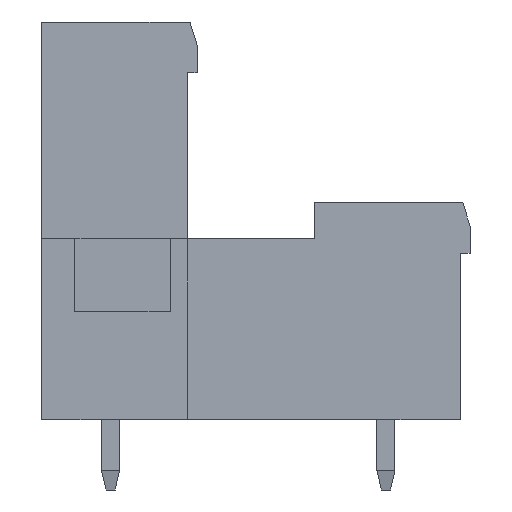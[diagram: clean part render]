
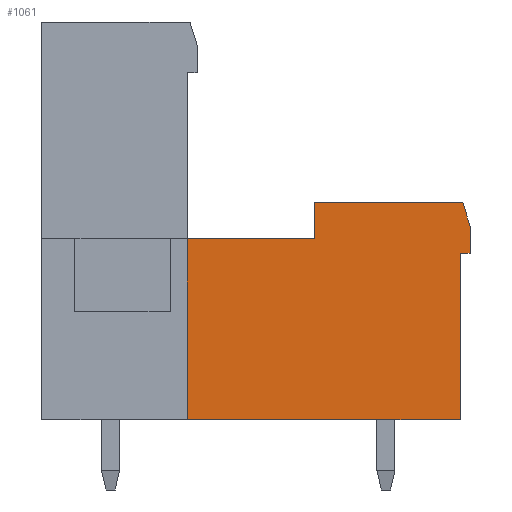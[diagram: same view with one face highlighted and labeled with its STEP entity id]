
A CAD part, left-side view. The second image highlights one B-rep face of the part: STEP entity #1061.
In plain terms, the highlighted planar face has unit normal (-1, 0, 0).
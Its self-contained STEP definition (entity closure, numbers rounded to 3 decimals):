
#1061 = ADVANCED_FACE( '', ( #2502 ), #2503, .F. );
#2502 = FACE_OUTER_BOUND( '', #4442, .T. );
#2503 = PLANE( '', #4443 );
#4442 = EDGE_LOOP( '', ( #7135, #7136, #7137, #7138, #7139, #7140, #7141, #7142, #7143 ) );
#4443 = AXIS2_PLACEMENT_3D( '', #7144, #7145, #7146 );
#7135 = ORIENTED_EDGE( '', *, *, #12736, .F. );
#7136 = ORIENTED_EDGE( '', *, *, #12129, .T. );
#7137 = ORIENTED_EDGE( '', *, *, #12737, .F. );
#7138 = ORIENTED_EDGE( '', *, *, #12738, .F. );
#7139 = ORIENTED_EDGE( '', *, *, #12739, .F. );
#7140 = ORIENTED_EDGE( '', *, *, #12740, .F. );
#7141 = ORIENTED_EDGE( '', *, *, #12741, .T. );
#7142 = ORIENTED_EDGE( '', *, *, #12742, .T. );
#7143 = ORIENTED_EDGE( '', *, *, #12743, .T. );
#7144 = CARTESIAN_POINT( '', ( -18.78, -4.3, 1. ) );
#7145 = DIRECTION( '', ( 1., 0., 0. ) );
#7146 = DIRECTION( '', ( 0., 0., -1. ) );
#12129 = EDGE_CURVE( '', #14598, #14596, #14599, .T. );
#12736 = EDGE_CURVE( '', #14598, #15660, #15661, .T. );
#12737 = EDGE_CURVE( '', #15662, #14596, #15663, .T. );
#12738 = EDGE_CURVE( '', #15664, #15662, #15665, .T. );
#12739 = EDGE_CURVE( '', #15666, #15664, #15667, .T. );
#12740 = EDGE_CURVE( '', #15668, #15666, #15669, .T. );
#12741 = EDGE_CURVE( '', #15668, #15670, #15671, .T. );
#12742 = EDGE_CURVE( '', #15670, #15672, #15673, .T. );
#12743 = EDGE_CURVE( '', #15672, #15660, #15674, .T. );
#14596 = VERTEX_POINT( '', #18240 );
#14598 = VERTEX_POINT( '', #18243 );
#14599 = LINE( '', #18244, #18245 );
#15660 = VERTEX_POINT( '', #19782 );
#15661 = LINE( '', #19783, #19784 );
#15662 = VERTEX_POINT( '', #19785 );
#15663 = LINE( '', #19786, #19787 );
#15664 = VERTEX_POINT( '', #19788 );
#15665 = LINE( '', #19789, #19790 );
#15666 = VERTEX_POINT( '', #19791 );
#15667 = LINE( '', #19792, #19793 );
#15668 = VERTEX_POINT( '', #19794 );
#15669 = LINE( '', #19795, #19796 );
#15670 = VERTEX_POINT( '', #19797 );
#15671 = LINE( '', #19798, #19799 );
#15672 = VERTEX_POINT( '', #19800 );
#15673 = LINE( '', #19801, #19802 );
#15674 = LINE( '', #19803, #19804 );
#18240 = CARTESIAN_POINT( '', ( -18.78, -19., 1. ) );
#18243 = CARTESIAN_POINT( '', ( -18.78, -19.4, -0.3 ) );
#18244 = CARTESIAN_POINT( '', ( -18.78, -19., 1. ) );
#18245 = VECTOR( '', #23232, 1000. );
#19782 = CARTESIAN_POINT( '', ( -18.78, -19.4, -1.8 ) );
#19783 = CARTESIAN_POINT( '', ( -18.78, -19.4, 1. ) );
#19784 = VECTOR( '', #23805, 1000. );
#19785 = CARTESIAN_POINT( '', ( -18.78, -10.8, 1. ) );
#19786 = CARTESIAN_POINT( '', ( -18.78, -4.3, 1. ) );
#19787 = VECTOR( '', #23806, 1000. );
#19788 = CARTESIAN_POINT( '', ( -18.78, -10.8, -1. ) );
#19789 = CARTESIAN_POINT( '', ( -18.78, -10.8, 1. ) );
#19790 = VECTOR( '', #23807, 1000. );
#19791 = CARTESIAN_POINT( '', ( -18.78, -3.75, -1. ) );
#19792 = CARTESIAN_POINT( '', ( -18.78, -4.3, -1. ) );
#19793 = VECTOR( '', #23808, 1000. );
#19794 = CARTESIAN_POINT( '', ( -18.78, -3.75, -11. ) );
#19795 = CARTESIAN_POINT( '', ( -18.78, -3.75, -56.56 ) );
#19796 = VECTOR( '', #23809, 1000. );
#19797 = CARTESIAN_POINT( '', ( -18.78, -18.85, -11. ) );
#19798 = CARTESIAN_POINT( '', ( -18.78, -4.3, -11. ) );
#19799 = VECTOR( '', #23810, 1000. );
#19800 = CARTESIAN_POINT( '', ( -18.78, -18.85, -1.8 ) );
#19801 = CARTESIAN_POINT( '', ( -18.78, -18.85, -11. ) );
#19802 = VECTOR( '', #23811, 1000. );
#19803 = CARTESIAN_POINT( '', ( -18.78, -18.85, -1.8 ) );
#19804 = VECTOR( '', #23812, 1000. );
#23232 = DIRECTION( '', ( 0., 0.294, 0.956 ) );
#23805 = DIRECTION( '', ( 0., 0., -1. ) );
#23806 = DIRECTION( '', ( 0., -1., 0. ) );
#23807 = DIRECTION( '', ( 0., 0., 1. ) );
#23808 = DIRECTION( '', ( 0., -1., 0. ) );
#23809 = DIRECTION( '', ( 0., 0., 1. ) );
#23810 = DIRECTION( '', ( 0., -1., 0. ) );
#23811 = DIRECTION( '', ( 0., 0., 1. ) );
#23812 = DIRECTION( '', ( 0., -1., 0. ) );
